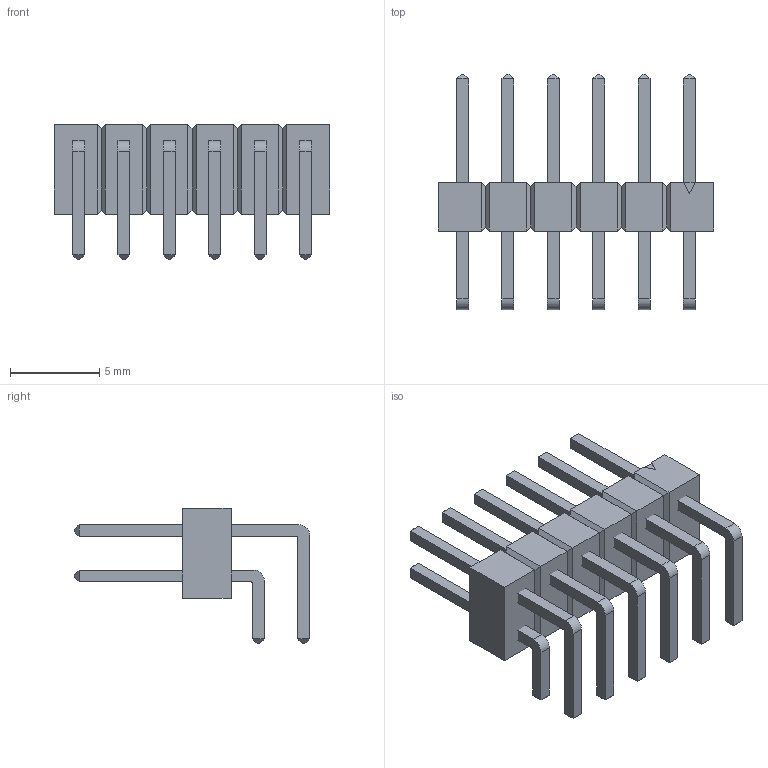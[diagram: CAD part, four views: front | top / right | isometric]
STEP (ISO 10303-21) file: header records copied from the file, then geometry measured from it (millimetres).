
FILE_DESCRIPTION(('FreeCAD Model'),'2;1');
FILE_NAME('18743617.1.1.stp','2023-10-12T17:24:45',( 'Author'),(''),'Open CASCADE STEP processor 6.9','FreeCAD','Unknown' );
FILE_SCHEMA(('AUTOMOTIVE_DESIGN { 1 0 10303 214 1 1 1 1 }'));
Length unit declared in the file: millimetre
Products named in the file (4): ASSEMBLY; Body; LeadsArray
Assembly tree (3 placements, depth 2):
  ASSEMBLY
    Body
    LeadsArray
    LeadsArray
Bounding box: 15.44 x 13.18 x 7.57 mm (x, y, z)
Volume: 296.3 mm3; surface area: 807.5 mm2
Topology: 13 solids, 13 shells, 285 faces, 621 edges, 362 vertices
Faces by surface type: plane 261, cylinder 24
Entity records: 15682 total; most frequent: CARTESIAN_POINT 2738, DIRECTION 2385, LINE 1687, VECTOR 1687, ORIENTED_EDGE 1242, PCURVE 1242, DEFINITIONAL_REPRESENTATION 1242, EDGE_CURVE 621
